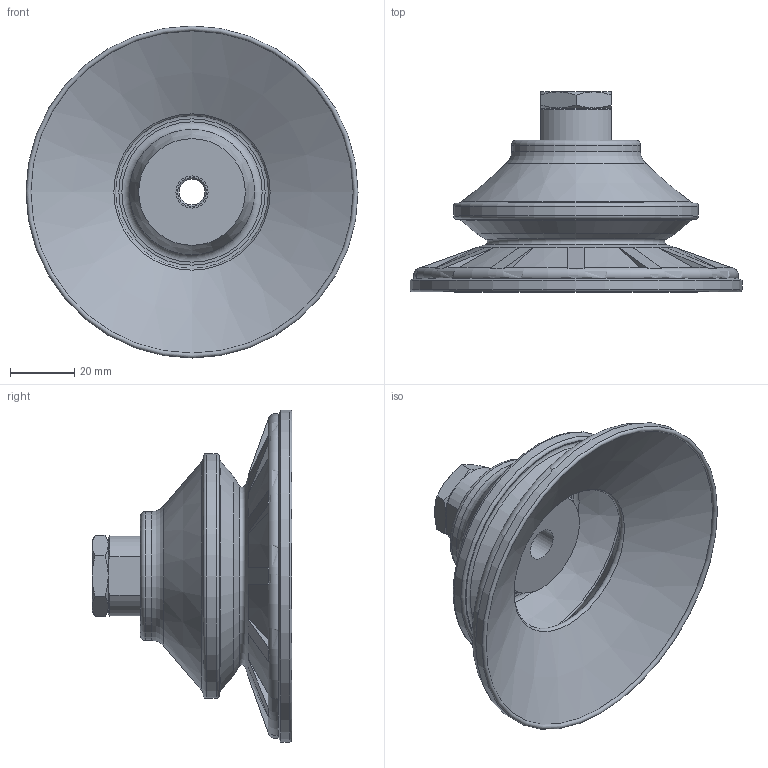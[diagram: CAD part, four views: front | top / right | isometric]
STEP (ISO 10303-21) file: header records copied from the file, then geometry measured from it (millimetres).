
FILE_DESCRIPTION(/* description */ ('STEP AP214'),/* implementation_level */ '2;1');
FILE_NAME(/* name */ '8073840_OGVM-100-A-N-G14F',/* time_stamp */ '2024-09-13T10:22:47+02:00',/* author */ ('License CC BY-ND 4.0'),/* organization */ ('CADENAS'),/* preprocessor_version */ 'ST-DEVELOPER v19.3',/* originating_system */ 'PARTsolutions',/* authorisation */ ' ');
FILE_SCHEMA (('AUTOMOTIVE_DESIGN {1 0 10303 214 3 1 1}'));
Length unit declared in the file: millimetre
Products named in the file (1): 8073840 OGVM-100-A-N-G14F---(high)
Bounding box: 103 x 62 x 103 mm (x, y, z)
Volume: 70658.9 mm3; surface area: 36243.9 mm2
Topology: 1 solids, 1 shells, 183 faces, 420 edges, 245 vertices
Faces by surface type: plane 114, cone 48, torus 13, cylinder 8
Full cylindrical faces by diameter (mm): 8 x1, 10 x1, 11.445 x1, 40 x1, 76 x1, 103 x1
Entity records: 4424 total; most frequent: CARTESIAN_POINT 1009, DIRECTION 692, ORIENTED_EDGE 676, EDGE_CURVE 338, AXIS2_PLACEMENT_3D 284, VERTEX_POINT 217, EDGE_LOOP 197, FACE_BOUND 197
